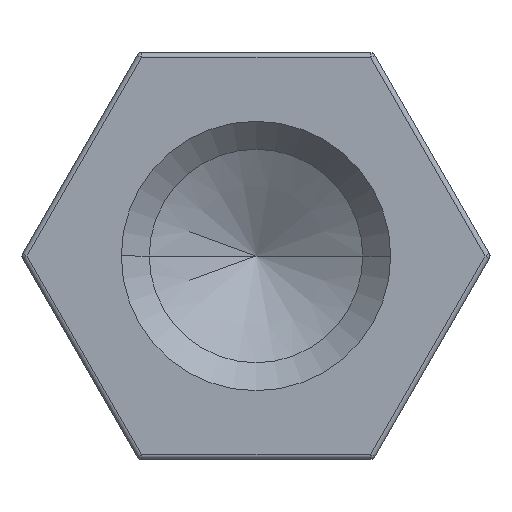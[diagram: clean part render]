
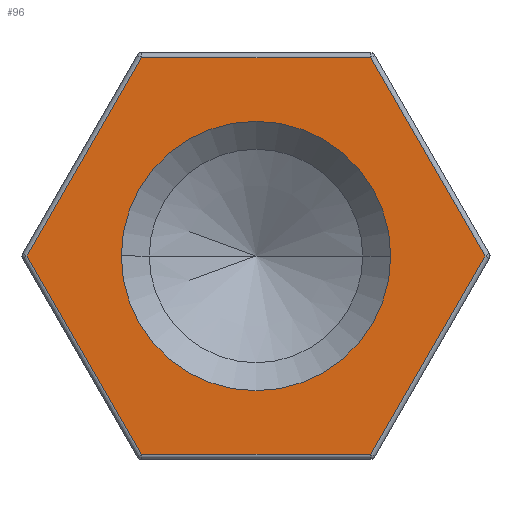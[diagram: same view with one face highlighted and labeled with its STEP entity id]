
A CAD part, left-side view. The second image highlights one B-rep face of the part: STEP entity #96.
In plain terms, the highlighted planar face has unit normal (-1, 0, 0).
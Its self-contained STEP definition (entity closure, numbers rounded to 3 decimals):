
#30 = AXIS2_PLACEMENT_3D ( 'NONE', #641, #636, #631 ) ;
#33 = ORIENTED_EDGE ( 'NONE', *, *, #355, .T. ) ;
#34 = VERTEX_POINT ( 'NONE', #1385 ) ;
#49 = LINE ( 'NONE', #731, #461 ) ;
#51 = FACE_BOUND ( 'NONE', #976, .T. ) ;
#75 = VERTEX_POINT ( 'NONE', #1382 ) ;
#96 = ADVANCED_FACE ( 'NONE', ( #543, #51 ), #1377, .F. ) ;
#166 = ORIENTED_EDGE ( 'NONE', *, *, #373, .T. ) ;
#169 = AXIS2_PLACEMENT_3D ( 'NONE', #1379, #1364, #1301 ) ;
#226 = VERTEX_POINT ( 'NONE', #1210 ) ;
#243 = VERTEX_POINT ( 'NONE', #1014 ) ;
#244 = VERTEX_POINT ( 'NONE', #874 ) ;
#250 = VERTEX_POINT ( 'NONE', #875 ) ;
#289 = ORIENTED_EDGE ( 'NONE', *, *, #368, .T. ) ;
#291 = ORIENTED_EDGE ( 'NONE', *, *, #362, .T. ) ;
#292 = ORIENTED_EDGE ( 'NONE', *, *, #346, .T. ) ;
#299 = ORIENTED_EDGE ( 'NONE', *, *, #487, .T. ) ;
#311 = ORIENTED_EDGE ( 'NONE', *, *, #378, .T. ) ;
#346 = EDGE_CURVE ( 'NONE', #243, #34, #498, .T. ) ;
#355 = EDGE_CURVE ( 'NONE', #75, #243, #49, .T. ) ;
#356 = ORIENTED_EDGE ( 'NONE', *, *, #366, .T. ) ;
#362 = EDGE_CURVE ( 'NONE', #691, #75, #764, .T. ) ;
#366 = EDGE_CURVE ( 'NONE', #661, #691, #1217, .T. ) ;
#368 = EDGE_CURVE ( 'NONE', #250, #661, #733, .T. ) ;
#373 = EDGE_CURVE ( 'NONE', #34, #250, #1434, .T. ) ;
#375 = VECTOR ( 'NONE', #711, 1000. ) ;
#378 = EDGE_CURVE ( 'NONE', #244, #226, #702, .T. ) ;
#419 = DIRECTION ( 'NONE',  ( 0., 1., 0. ) ) ;
#423 = VECTOR ( 'NONE', #681, 1000. ) ;
#461 = VECTOR ( 'NONE', #738, 1000. ) ;
#487 = EDGE_CURVE ( 'NONE', #226, #244, #1290, .T. ) ;
#498 = LINE ( 'NONE', #752, #1245 ) ;
#543 = FACE_OUTER_BOUND ( 'NONE', #721, .T. ) ;
#631 = DIRECTION ( 'NONE',  ( 0., 1., 0. ) ) ;
#636 = DIRECTION ( 'NONE',  ( 1., 0., 0. ) ) ;
#641 = CARTESIAN_POINT ( 'NONE',  ( 0., 0., 0. ) ) ;
#656 = DIRECTION ( 'NONE',  ( 1., 0., 0. ) ) ;
#661 = VERTEX_POINT ( 'NONE', #802 ) ;
#667 = CARTESIAN_POINT ( 'NONE',  ( 0., -3.377, 1.95 ) ) ;
#677 = DIRECTION ( 'NONE',  ( 0., 1., 0. ) ) ;
#679 = CARTESIAN_POINT ( 'NONE',  ( 0., 0., 3.9 ) ) ;
#681 = DIRECTION ( 'NONE',  ( 0., 0.5, -0.866 ) ) ;
#690 = CARTESIAN_POINT ( 'NONE',  ( 0., 3.377, 1.95 ) ) ;
#691 = VERTEX_POINT ( 'NONE', #969 ) ;
#702 = CIRCLE ( 'NONE', #30, 2.65 ) ;
#711 = DIRECTION ( 'NONE',  ( 0., 0.5, 0.866 ) ) ;
#715 = DIRECTION ( 'NONE',  ( 0., -0.5, -0.866 ) ) ;
#716 = CARTESIAN_POINT ( 'NONE',  ( 0., 3.377, -1.95 ) ) ;
#721 = EDGE_LOOP ( 'NONE', ( #166, #289, #356, #291, #33, #292 ) ) ;
#731 = CARTESIAN_POINT ( 'NONE',  ( 0., 0., -3.9 ) ) ;
#733 = LINE ( 'NONE', #679, #1188 ) ;
#738 = DIRECTION ( 'NONE',  ( 0., -1., 0. ) ) ;
#752 = CARTESIAN_POINT ( 'NONE',  ( 0., -3.377, -1.95 ) ) ;
#759 = DIRECTION ( 'NONE',  ( 0., -0.5, 0.866 ) ) ;
#764 = LINE ( 'NONE', #716, #963 ) ;
#802 = CARTESIAN_POINT ( 'NONE',  ( 0., 2.252, 3.9 ) ) ;
#874 = CARTESIAN_POINT ( 'NONE',  ( 0., 2.65, 0. ) ) ;
#875 = CARTESIAN_POINT ( 'NONE',  ( 0., -2.252, 3.9 ) ) ;
#963 = VECTOR ( 'NONE', #715, 1000. ) ;
#969 = CARTESIAN_POINT ( 'NONE',  ( 0., 4.503, 0. ) ) ;
#976 = EDGE_LOOP ( 'NONE', ( #311, #299 ) ) ;
#1014 = CARTESIAN_POINT ( 'NONE',  ( 0., -2.252, -3.9 ) ) ;
#1149 = AXIS2_PLACEMENT_3D ( 'NONE', #1209, #656, #419 ) ;
#1188 = VECTOR ( 'NONE', #677, 1000. ) ;
#1209 = CARTESIAN_POINT ( 'NONE',  ( 0., 0., 0. ) ) ;
#1210 = CARTESIAN_POINT ( 'NONE',  ( 0., -2.65, 0. ) ) ;
#1217 = LINE ( 'NONE', #690, #423 ) ;
#1245 = VECTOR ( 'NONE', #759, 1000. ) ;
#1290 = CIRCLE ( 'NONE', #1149, 2.65 ) ;
#1301 = DIRECTION ( 'NONE',  ( 0., 1., 0. ) ) ;
#1364 = DIRECTION ( 'NONE',  ( 1., 0., 0. ) ) ;
#1377 = PLANE ( 'NONE',  #169 ) ;
#1379 = CARTESIAN_POINT ( 'NONE',  ( 0., 0., 0. ) ) ;
#1382 = CARTESIAN_POINT ( 'NONE',  ( 0., 2.252, -3.9 ) ) ;
#1385 = CARTESIAN_POINT ( 'NONE',  ( 0., -4.503, 0. ) ) ;
#1434 = LINE ( 'NONE', #667, #375 ) ;
